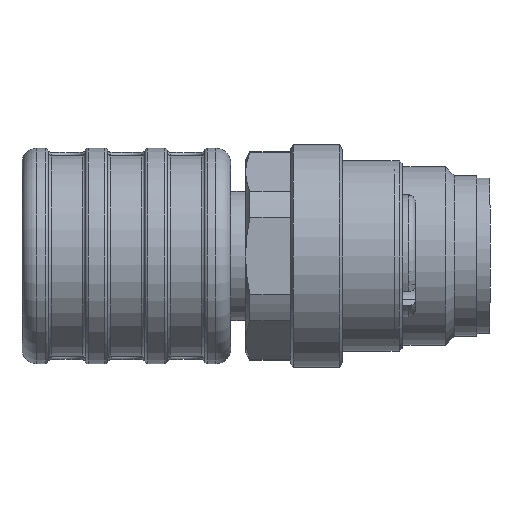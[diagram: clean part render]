
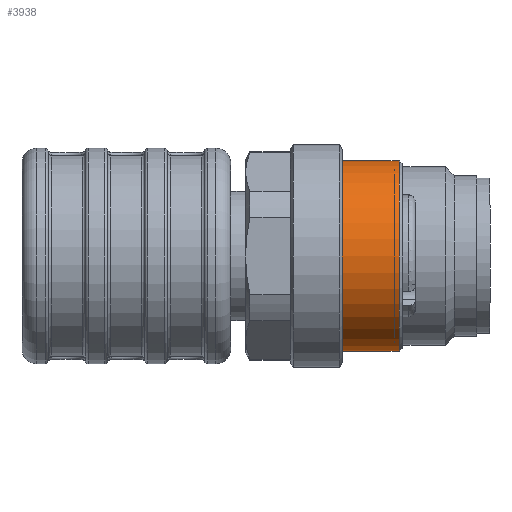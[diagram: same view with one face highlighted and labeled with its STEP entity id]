
A CAD part, left-side view. The second image highlights one B-rep face of the part: STEP entity #3938.
In plain terms, the highlighted cylindrical face has radius 6.4 mm (diameter 12.8 mm), a full revolution.
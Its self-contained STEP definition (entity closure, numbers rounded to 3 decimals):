
#3938=ADVANCED_FACE('',(#4475,#4476),#4293,.T.);
#4293=CYLINDRICAL_SURFACE('',#12491,6.4);
#4475=FACE_BOUND('',#5164,.T.);
#4476=FACE_BOUND('',#5165,.T.);
#5164=EDGE_LOOP('',(#7767));
#5165=EDGE_LOOP('',(#7768));
#7767=ORIENTED_EDGE('',*,*,#10838,.T.);
#7768=ORIENTED_EDGE('',*,*,#10839,.T.);
#9365=VERTEX_POINT('',#20374);
#9366=VERTEX_POINT('',#20376);
#10838=EDGE_CURVE('',#9365,#9365,#11617,.T.);
#10839=EDGE_CURVE('',#9366,#9366,#11618,.T.);
#11617=CIRCLE('',#12489,6.4);
#11618=CIRCLE('',#12490,6.4);
#12489=AXIS2_PLACEMENT_3D('',#20373,#14952,#14953);
#12490=AXIS2_PLACEMENT_3D('',#20375,#14954,#14955);
#12491=AXIS2_PLACEMENT_3D('',#20377,#14956,#14957);
#14952=DIRECTION('',(0.,1.,0.));
#14953=DIRECTION('',(0.866,0.,-0.5));
#14954=DIRECTION('',(0.,-1.,0.));
#14955=DIRECTION('',(-0.5,0.,-0.866));
#14956=DIRECTION('',(0.,-1.,0.));
#14957=DIRECTION('',(0.5,0.,0.866));
#20373=CARTESIAN_POINT('',(40.401,-18.3,0.));
#20374=CARTESIAN_POINT('',(45.944,-18.3,-3.2));
#20375=CARTESIAN_POINT('',(40.401,-14.5,0.));
#20376=CARTESIAN_POINT('',(37.201,-14.5,-5.543));
#20377=CARTESIAN_POINT('',(40.401,-18.5,0.));
